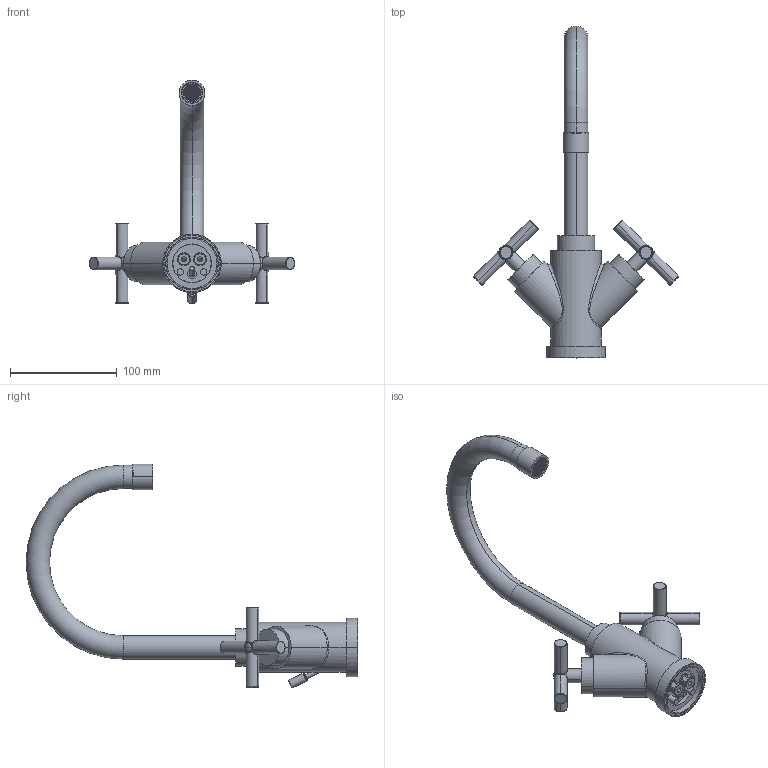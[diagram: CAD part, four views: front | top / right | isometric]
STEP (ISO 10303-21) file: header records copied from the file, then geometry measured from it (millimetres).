
FILE_DESCRIPTION((''),'2;1');
FILE_NAME('QTV077CR','2021-09-30T10:52:58',('ut3'),('PAFFONI SpA'),'CREO PARAMETRIC BY PTC INC, 2020044','CREO PARAMETRIC BY PTC INC, 2020044','');
FILE_SCHEMA(('CONFIG_CONTROL_DESIGN','SHAPE_APPEARANCE_LAYERS_GROUPS'));
Length unit declared in the file: millimetre
Products named in the file (1): QTV077CR
Bounding box: 192.6 x 311.2 x 210.03 mm (x, y, z)
Volume: 313193.9 mm3; surface area: 134672.7 mm2
Topology: 8 solids, 8 shells, 2426 faces, 7074 edges, 4599 vertices
Faces by surface type: plane 1876, cylinder 308, cone 114, torus 72, bspline 48, sphere 8
Entity records: 107711 total; most frequent: CARTESIAN_POINT 23680, ORIENTED_EDGE 14128, DIRECTION 13066, EDGE_CURVE 7064, VERTEX_POINT 4599, VECTOR 4410, LINE 4410, AXIS2_PLACEMENT_3D 4328
